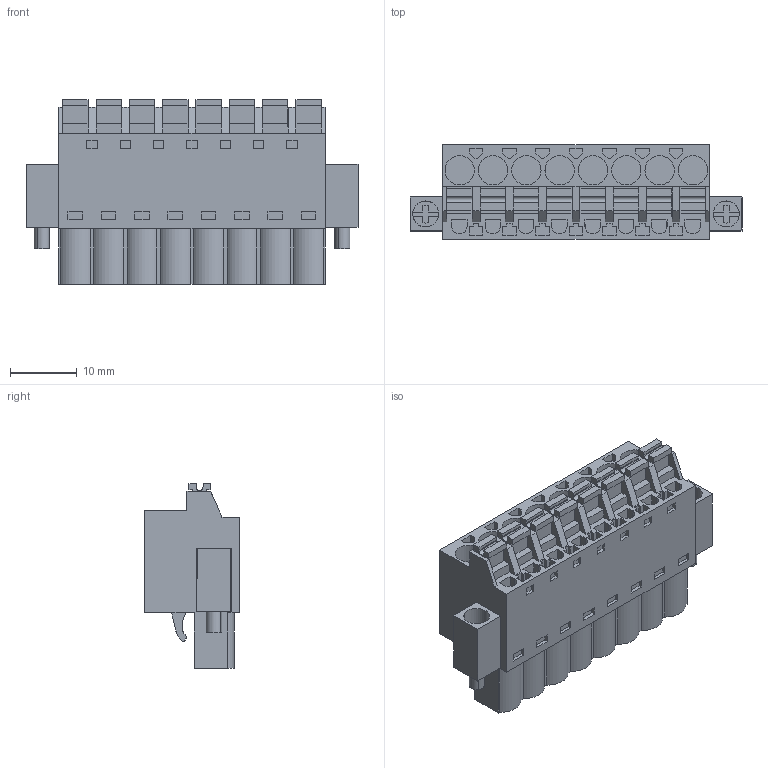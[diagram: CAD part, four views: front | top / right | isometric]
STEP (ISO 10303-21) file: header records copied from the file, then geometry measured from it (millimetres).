
FILE_DESCRIPTION(('CATIA V5 STEP Exchange','CAx-IF Rec.Pracs.--- Model Styling and Organization---1.2---2011-12-15'),'2;1');
FILE_NAME ('D1446712_0_1017310000_1017310000.stp','2017-04-27T10:17:44+00:00',('none'),('Weidmueller'),'CATIA Version 5-6 Release 2014','CATIA V5 STEP AP214','none');
FILE_SCHEMA(('AUTOMOTIVE_DESIGN { 1 0 10303 214 1 1 1 1 }'));
Length unit declared in the file: millimetre
Products named in the file (1): 1017310000
Bounding box: 49.8 x 14.2 x 27.73 mm (x, y, z)
Volume: 10454.3 mm3; surface area: 6240.8 mm2
Topology: 11 solids, 11 shells, 729 faces, 2091 edges, 1453 vertices
Faces by surface type: plane 645, cylinder 80, extrusion 4
Entity records: 23437 total; most frequent: CARTESIAN_POINT 4345, ORIENTED_EDGE 4182, DIRECTION 3071, EDGE_CURVE 2091, VECTOR 1904, LINE 1900, VERTEX_POINT 1453, EDGE_LOOP 816
